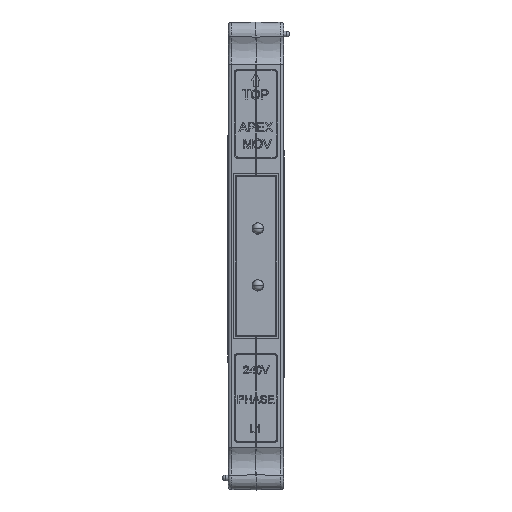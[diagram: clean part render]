
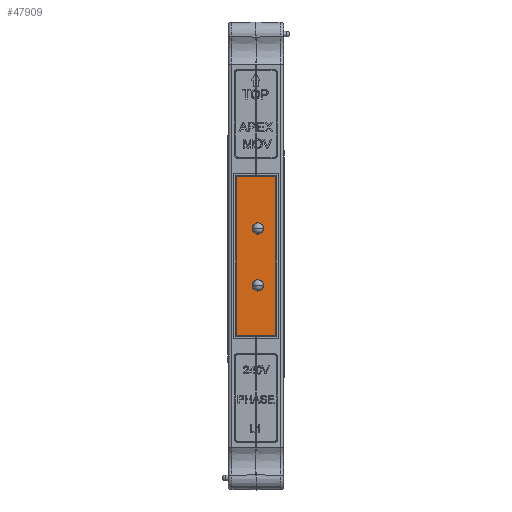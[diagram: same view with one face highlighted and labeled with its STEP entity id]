
A CAD part, top view. The second image highlights one B-rep face of the part: STEP entity #47909.
In plain terms, the highlighted planar face has unit normal (0, 0, 1).
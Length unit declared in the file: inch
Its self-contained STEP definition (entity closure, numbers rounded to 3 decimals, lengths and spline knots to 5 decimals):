
#56 = CIRCLE ( 'NONE', #44757, 0.1 ) ;
#765 = EDGE_LOOP ( 'NONE', ( #50511, #37513, #40764, #43668 ) ) ;
#1633 = VERTEX_POINT ( 'NONE', #35319 ) ;
#1808 = FACE_OUTER_BOUND ( 'NONE', #765, .T. ) ;
#1824 = ORIENTED_EDGE ( 'NONE', *, *, #9404, .F. ) ;
#1869 = VERTEX_POINT ( 'NONE', #23477 ) ;
#3509 = EDGE_LOOP ( 'NONE', ( #26940, #20403 ) ) ;
#3517 = AXIS2_PLACEMENT_3D ( 'NONE', #10185, #14357, #18862 ) ;
#3529 = CARTESIAN_POINT ( 'NONE',  ( -0.395, -1.445, 0.04 ) ) ;
#3897 = EDGE_CURVE ( 'NONE', #11577, #20433, #35547, .T. ) ;
#4634 = CARTESIAN_POINT ( 'NONE',  ( -0.395, 1.445, 0.04 ) ) ;
#5323 = DIRECTION ( 'NONE',  ( 1., 0., 0. ) ) ;
#6660 = CIRCLE ( 'NONE', #20244, 0.1 ) ;
#6856 = DIRECTION ( 'NONE',  ( 0., 0., 1. ) ) ;
#9104 = LINE ( 'NONE', #43136, #50141 ) ;
#9404 = EDGE_CURVE ( 'NONE', #24241, #1633, #47451, .T. ) ;
#9825 = DIRECTION ( 'NONE',  ( 0., 0., 1. ) ) ;
#9943 = FACE_BOUND ( 'NONE', #50024, .T. ) ;
#10185 = CARTESIAN_POINT ( 'NONE',  ( 0., 0., 0.04 ) ) ;
#11577 = VERTEX_POINT ( 'NONE', #50071 ) ;
#12910 = CARTESIAN_POINT ( 'NONE',  ( 0.105, -0.495, 0.04 ) ) ;
#13434 = EDGE_CURVE ( 'NONE', #25090, #1869, #19069, .T. ) ;
#13964 = DIRECTION ( 'NONE',  ( 0., 0., 1. ) ) ;
#14357 = DIRECTION ( 'NONE',  ( 0., 0., -1. ) ) ;
#16650 = CARTESIAN_POINT ( 'NONE',  ( 0.105, 0.505, 0.04 ) ) ;
#16875 = VERTEX_POINT ( 'NONE', #31560 ) ;
#18027 = AXIS2_PLACEMENT_3D ( 'NONE', #25325, #9825, #5323 ) ;
#18637 = DIRECTION ( 'NONE',  ( 1., 0., 0. ) ) ;
#18862 = DIRECTION ( 'NONE',  ( -1., 0., 0. ) ) ;
#18906 = DIRECTION ( 'NONE',  ( 0., 0., 1. ) ) ;
#19061 = CARTESIAN_POINT ( 'NONE',  ( 0.005, 0.505, 0.04 ) ) ;
#19069 = CIRCLE ( 'NONE', #49516, 0.1 ) ;
#20244 = AXIS2_PLACEMENT_3D ( 'NONE', #49445, #13964, #21942 ) ;
#20403 = ORIENTED_EDGE ( 'NONE', *, *, #40170, .F. ) ;
#20433 = VERTEX_POINT ( 'NONE', #4634 ) ;
#21942 = DIRECTION ( 'NONE',  ( 1., 0., 0. ) ) ;
#22312 = ORIENTED_EDGE ( 'NONE', *, *, #30765, .F. ) ;
#23477 = CARTESIAN_POINT ( 'NONE',  ( -0.095, 0.505, 0.04 ) ) ;
#24241 = VERTEX_POINT ( 'NONE', #12910 ) ;
#25090 = VERTEX_POINT ( 'NONE', #16650 ) ;
#25293 = CARTESIAN_POINT ( 'NONE',  ( 0.395, -1.445, 0.04 ) ) ;
#25325 = CARTESIAN_POINT ( 'NONE',  ( 0.005, -0.495, 0.04 ) ) ;
#25900 = VECTOR ( 'NONE', #40751, 39.37008 ) ;
#25977 = CARTESIAN_POINT ( 'NONE',  ( 0.005, -0.495, 0.04 ) ) ;
#26877 = PLANE ( 'NONE',  #3517 ) ;
#26940 = ORIENTED_EDGE ( 'NONE', *, *, #13434, .F. ) ;
#27958 = EDGE_CURVE ( 'NONE', #20433, #16875, #30210, .T. ) ;
#28129 = VECTOR ( 'NONE', #31564, 39.37008 ) ;
#28375 = EDGE_CURVE ( 'NONE', #16875, #31649, #49480, .T. ) ;
#30210 = LINE ( 'NONE', #3529, #25900 ) ;
#30765 = EDGE_CURVE ( 'NONE', #1633, #24241, #56, .T. ) ;
#30896 = DIRECTION ( 'NONE',  ( 1., 0., 0. ) ) ;
#31560 = CARTESIAN_POINT ( 'NONE',  ( -0.395, -1.445, 0.04 ) ) ;
#31564 = DIRECTION ( 'NONE',  ( -1., 0., 0. ) ) ;
#31649 = VERTEX_POINT ( 'NONE', #25293 ) ;
#31767 = CARTESIAN_POINT ( 'NONE',  ( -0.395, -1.445, 0.04 ) ) ;
#32672 = VECTOR ( 'NONE', #35767, 39.37008 ) ;
#35319 = CARTESIAN_POINT ( 'NONE',  ( -0.095, -0.495, 0.04 ) ) ;
#35547 = LINE ( 'NONE', #39252, #28129 ) ;
#35767 = DIRECTION ( 'NONE',  ( 1., 0., 0. ) ) ;
#37513 = ORIENTED_EDGE ( 'NONE', *, *, #3897, .T. ) ;
#39252 = CARTESIAN_POINT ( 'NONE',  ( -0.395, 1.445, 0.04 ) ) ;
#40170 = EDGE_CURVE ( 'NONE', #1869, #25090, #6660, .T. ) ;
#40751 = DIRECTION ( 'NONE',  ( 0., -1., 0. ) ) ;
#40761 = EDGE_CURVE ( 'NONE', #31649, #11577, #9104, .T. ) ;
#40764 = ORIENTED_EDGE ( 'NONE', *, *, #27958, .T. ) ;
#43136 = CARTESIAN_POINT ( 'NONE',  ( 0.395, -1.445, 0.04 ) ) ;
#43668 = ORIENTED_EDGE ( 'NONE', *, *, #28375, .T. ) ;
#44757 = AXIS2_PLACEMENT_3D ( 'NONE', #25977, #6856, #18637 ) ;
#46673 = FACE_BOUND ( 'NONE', #3509, .T. ) ;
#47300 = DIRECTION ( 'NONE',  ( 0., 1., 0. ) ) ;
#47451 = CIRCLE ( 'NONE', #18027, 0.1 ) ;
#47909 = ADVANCED_FACE ( 'NONE', ( #46673, #9943, #1808 ), #26877, .F. ) ;
#49445 = CARTESIAN_POINT ( 'NONE',  ( 0.005, 0.505, 0.04 ) ) ;
#49480 = LINE ( 'NONE', #31767, #32672 ) ;
#49516 = AXIS2_PLACEMENT_3D ( 'NONE', #19061, #18906, #30896 ) ;
#50024 = EDGE_LOOP ( 'NONE', ( #1824, #22312 ) ) ;
#50071 = CARTESIAN_POINT ( 'NONE',  ( 0.395, 1.445, 0.04 ) ) ;
#50141 = VECTOR ( 'NONE', #47300, 39.37008 ) ;
#50511 = ORIENTED_EDGE ( 'NONE', *, *, #40761, .T. ) ;
